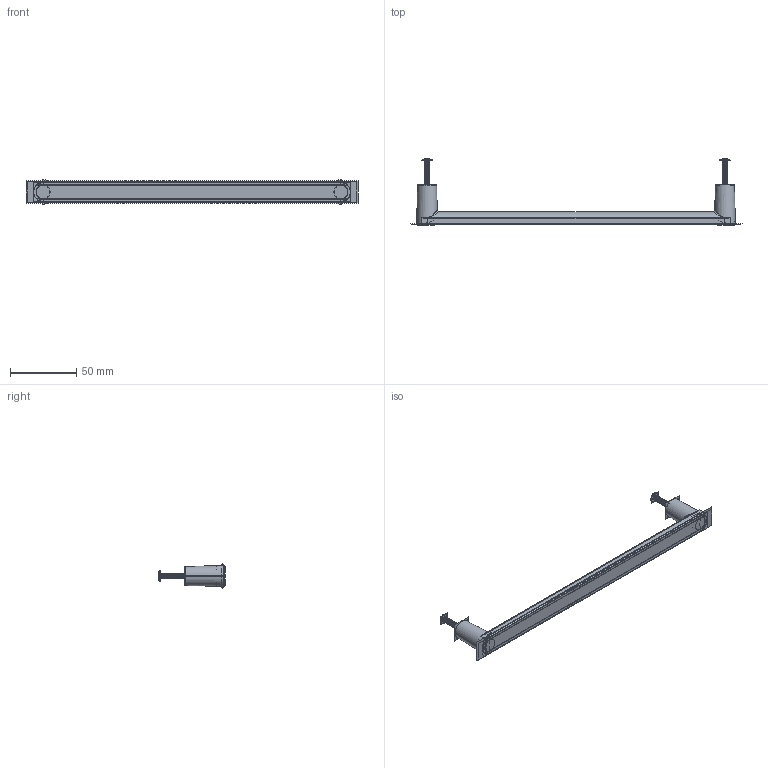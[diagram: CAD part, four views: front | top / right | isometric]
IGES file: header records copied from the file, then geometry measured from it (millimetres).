
Start section:  PTC IGES file: handle_flat_asm.igs
Global section: file name: handle_flat_asm.igs; native system: Creo Parametric by PTC Inc.; preprocessor: 2018300; author: sedat.yigit; organization: Unknown; date: 20211109.110100; units: millimetre
Bounding box: 249.76 x 50.21 x 18.32 mm (x, y, z)
Surface area: 105246.4 mm2 (no closed solid volume)
Topology: 0 solids, 0 shells, 2494 faces, 37063 edges, 48482 vertices
Faces by surface type: bspline 1476, revolution 1010, extrusion 8
